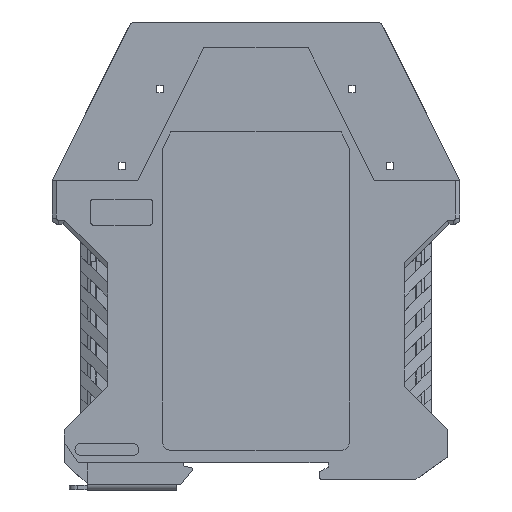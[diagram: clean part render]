
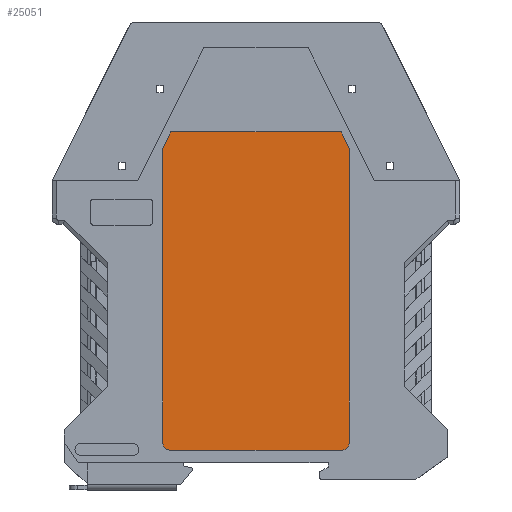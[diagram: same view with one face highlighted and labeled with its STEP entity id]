
A CAD part, top view. The second image highlights one B-rep face of the part: STEP entity #25051.
In plain terms, the highlighted planar face has unit normal (0, 0, 1).
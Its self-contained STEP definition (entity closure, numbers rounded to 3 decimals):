
#22745=CARTESIAN_POINT('Vertex',(-20.65,11.,11.1)) ;
#22752=CARTESIAN_POINT('Vertex',(20.65,11.,11.1)) ;
#22755=CARTESIAN_POINT('Line Origine',(0.,11.,11.1)) ;
#22776=CARTESIAN_POINT('Vertex',(-22.65,13.,11.1)) ;
#22780=CARTESIAN_POINT('Control Point',(-22.65,13.,11.1)) ;
#22781=CARTESIAN_POINT('Control Point',(-22.65,12.372,11.1)) ;
#22782=CARTESIAN_POINT('Control Point',(-22.404,11.743,11.1)) ;
#22783=CARTESIAN_POINT('Control Point',(-21.907,11.246,11.1)) ;
#22784=CARTESIAN_POINT('Control Point',(-21.278,11.,11.1)) ;
#22785=CARTESIAN_POINT('Control Point',(-20.65,11.,11.1)) ;
#22803=CARTESIAN_POINT('Vertex',(-22.65,84.3,11.1)) ;
#22806=CARTESIAN_POINT('Line Origine',(-22.65,48.65,11.1)) ;
#22827=CARTESIAN_POINT('Vertex',(-20.65,88.3,11.1)) ;
#22830=CARTESIAN_POINT('Line Origine',(-21.65,86.3,11.1)) ;
#22851=CARTESIAN_POINT('Vertex',(20.65,88.3,11.1)) ;
#22854=CARTESIAN_POINT('Line Origine',(0.,88.3,11.1)) ;
#22875=CARTESIAN_POINT('Vertex',(22.65,84.3,11.1)) ;
#22878=CARTESIAN_POINT('Line Origine',(21.65,86.3,11.1)) ;
#22899=CARTESIAN_POINT('Vertex',(22.65,13.,11.1)) ;
#22902=CARTESIAN_POINT('Line Origine',(22.65,48.65,11.1)) ;
#22919=CARTESIAN_POINT('Axis2P3D Location',(20.65,13.,11.1)) ;
#25036=CARTESIAN_POINT('Axis2P3D Location',(6.465,83.955,11.1)) ;
#22757=VECTOR('Line Direction',#22756,1.) ;
#22808=VECTOR('Line Direction',#22807,1.) ;
#22832=VECTOR('Line Direction',#22831,1.) ;
#22856=VECTOR('Line Direction',#22855,1.) ;
#22880=VECTOR('Line Direction',#22879,1.) ;
#22904=VECTOR('Line Direction',#22903,1.) ;
#22756=DIRECTION('Vector Direction',(-1.,0.,0.)) ;
#22807=DIRECTION('Vector Direction',(0.,-1.,0.)) ;
#22831=DIRECTION('Vector Direction',(-0.447,-0.894,0.)) ;
#22855=DIRECTION('Vector Direction',(-1.,0.,0.)) ;
#22879=DIRECTION('Vector Direction',(-0.447,0.894,0.)) ;
#22903=DIRECTION('Vector Direction',(0.,1.,0.)) ;
#22920=DIRECTION('Axis2P3D Direction',(0.,0.,1.)) ;
#25037=DIRECTION('Axis2P3D Direction',(0.,0.,1.)) ;
#25038=DIRECTION('Axis2P3D XDirection',(1.,0.,0.)) ;
#22921=AXIS2_PLACEMENT_3D('Circle Axis2P3D',#22919,#22920,$) ;
#25039=AXIS2_PLACEMENT_3D('Plane Axis2P3D',#25036,#25037,#25038) ;
#22758=LINE('Line',#22755,#22757) ;
#22809=LINE('Line',#22806,#22808) ;
#22833=LINE('Line',#22830,#22832) ;
#22857=LINE('Line',#22854,#22856) ;
#22881=LINE('Line',#22878,#22880) ;
#22905=LINE('Line',#22902,#22904) ;
#22922=CIRCLE('generated circle',#22921,2.) ;
#25040=PLANE('',#25039) ;
#22759=EDGE_CURVE('',#22753,#22746,#22758,.T.) ;
#22786=EDGE_CURVE('',#22777,#22746,#22779,.T.) ;
#22810=EDGE_CURVE('',#22804,#22777,#22809,.T.) ;
#22834=EDGE_CURVE('',#22828,#22804,#22833,.T.) ;
#22858=EDGE_CURVE('',#22852,#22828,#22857,.T.) ;
#22882=EDGE_CURVE('',#22876,#22852,#22881,.T.) ;
#22906=EDGE_CURVE('',#22900,#22876,#22905,.T.) ;
#22923=EDGE_CURVE('',#22753,#22900,#22922,.T.) ;
#25042=ORIENTED_EDGE('',*,*,#22834,.T.) ;
#25043=ORIENTED_EDGE('',*,*,#22810,.T.) ;
#25044=ORIENTED_EDGE('',*,*,#22786,.T.) ;
#25045=ORIENTED_EDGE('',*,*,#22759,.F.) ;
#25046=ORIENTED_EDGE('',*,*,#22923,.T.) ;
#25047=ORIENTED_EDGE('',*,*,#22906,.T.) ;
#25048=ORIENTED_EDGE('',*,*,#22882,.T.) ;
#25049=ORIENTED_EDGE('',*,*,#22858,.T.) ;
#25041=EDGE_LOOP('',(#25042,#25043,#25044,#25045,#25046,#25047,#25048,#25049)) ;
#22746=VERTEX_POINT('',#22745) ;
#22753=VERTEX_POINT('',#22752) ;
#22777=VERTEX_POINT('',#22776) ;
#22804=VERTEX_POINT('',#22803) ;
#22828=VERTEX_POINT('',#22827) ;
#22852=VERTEX_POINT('',#22851) ;
#22876=VERTEX_POINT('',#22875) ;
#22900=VERTEX_POINT('',#22899) ;
#25051=ADVANCED_FACE('Volumenk\X2\00F6\X0\rper1',(#25050),#25040,.T.) ;
#22779=B_SPLINE_CURVE_WITH_KNOTS('',5,(#22780,#22781,#22782,#22783,#22784,#22785),.UNSPECIFIED.,.F.,.U.,(6,6),(-1.571,1.571),.UNSPECIFIED.) ;
#25050=FACE_OUTER_BOUND('',#25041,.T.) ;
